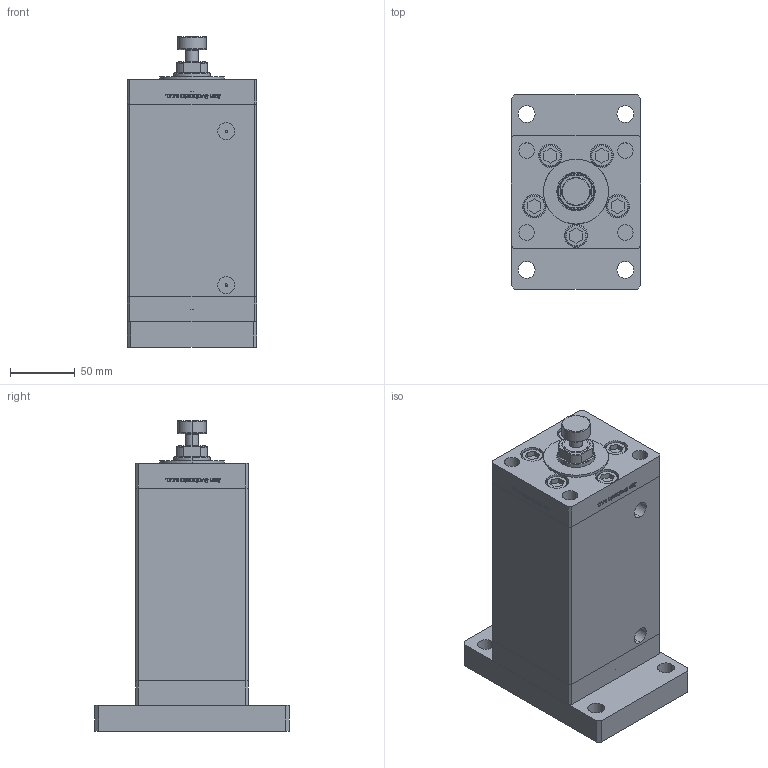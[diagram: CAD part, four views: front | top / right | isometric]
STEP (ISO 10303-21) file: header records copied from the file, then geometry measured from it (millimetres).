
FILE_DESCRIPTION (( 'STEP AP203' ), '1' );
FILE_NAME ('23fd.STEP', '2026-01-26T07:45:58', ( '' ), ( '' ), 'SwSTEP 2.0', 'SolidWorks 2019', '' );
FILE_SCHEMA (( 'CONFIG_CONTROL_DESIGN' ));
Length unit declared in the file: millimetre
Products named in the file (8): 23fd; V220C_G_MIDDLE f60ffab26bb5e77630cffbb4cf03d2d9; ALLEN BOLT f60ffab26bb5e77630cffbb4cf03d2d9; V220C_F f60ffab26bb5e77630cffbb4cf03d2d9; V220CC_FLOATING_JOINT f60ffab26bb5e77630cffbb4cf03d2d9; V220C BACK_G f60ffab26bb5e77630cffbb4cf03d2d9; V220C_FRONT_G f60ffab26bb5e77630cffbb4cf03d2d9; V220C_VC_G f60ffab26bb5e77630cffbb4cf03d2d9
Assembly tree (20 placements, depth 2):
  23fd
    V220C BACK_G f60ffab26bb5e77630cffbb4cf03d2d9
    V220C_FRONT_G f60ffab26bb5e77630cffbb4cf03d2d9
    V220C_G_MIDDLE f60ffab26bb5e77630cffbb4cf03d2d9
    ALLEN BOLT f60ffab26bb5e77630cffbb4cf03d2d9  x14
    V220C_F f60ffab26bb5e77630cffbb4cf03d2d9
    V220CC_FLOATING_JOINT f60ffab26bb5e77630cffbb4cf03d2d9
    V220C_VC_G f60ffab26bb5e77630cffbb4cf03d2d9
Bounding box: 100 x 150 x 239.5 mm (x, y, z)
Volume: 1702124.9 mm3; surface area: 258896.8 mm2
Topology: 20 solids, 20 shells, 1326 faces, 3280 edges, 2140 vertices
Faces by surface type: plane 521, bspline 484, cylinder 191, torus 66, cone 64
Entity records: 54210 total; most frequent: CARTESIAN_POINT 30518, ORIENTED_EDGE 5360, DIRECTION 3186, EDGE_CURVE 2680, VERTEX_POINT 1776, LINE 1374, VECTOR 1374, EDGE_LOOP 1222
